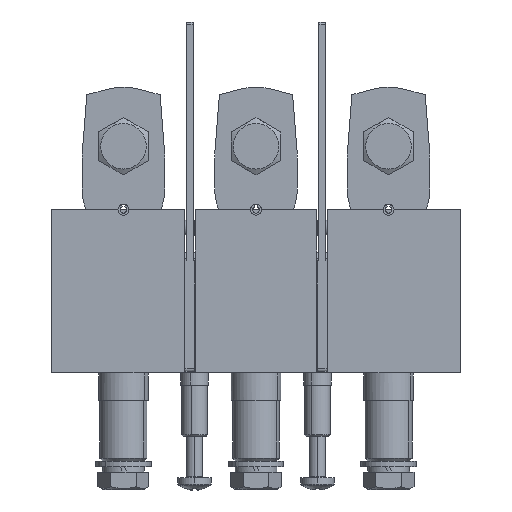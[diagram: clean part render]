
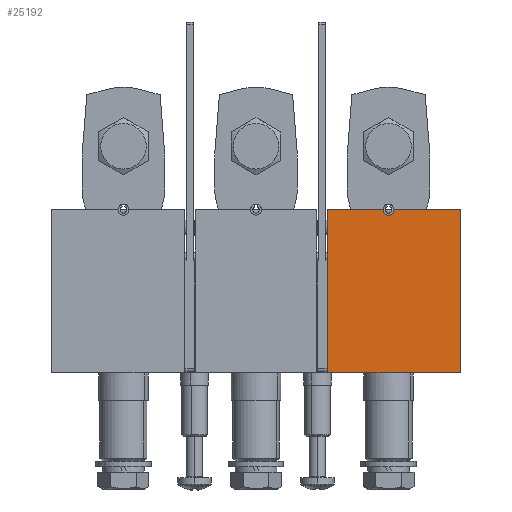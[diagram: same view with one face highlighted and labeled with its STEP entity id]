
A CAD part, left-side view. The second image highlights one B-rep face of the part: STEP entity #25192.
In plain terms, the highlighted planar face has unit normal (-1, 0, 0).
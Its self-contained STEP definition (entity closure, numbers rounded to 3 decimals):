
#334 = PLANE ( 'NONE',  #22951 ) ;
#788 = VERTEX_POINT ( 'NONE', #23045 ) ;
#1124 = AXIS2_PLACEMENT_3D ( 'NONE', #6184, #13846, #15929 ) ;
#1208 = VERTEX_POINT ( 'NONE', #24980 ) ;
#1459 = CARTESIAN_POINT ( 'NONE',  ( 0., 48., 0. ) ) ;
#2168 = DIRECTION ( 'NONE',  ( 0., 0., -1. ) ) ;
#2356 = ORIENTED_EDGE ( 'NONE', *, *, #30591, .F. ) ;
#2575 = FACE_OUTER_BOUND ( 'NONE', #28892, .T. ) ;
#2667 = ORIENTED_EDGE ( 'NONE', *, *, #23400, .F. ) ;
#2784 = CARTESIAN_POINT ( 'NONE',  ( 0., 0., 59. ) ) ;
#3102 = VERTEX_POINT ( 'NONE', #27811 ) ;
#3617 = VERTEX_POINT ( 'NONE', #5201 ) ;
#5201 = CARTESIAN_POINT ( 'NONE',  ( 0., 28., 59. ) ) ;
#5280 = ORIENTED_EDGE ( 'NONE', *, *, #10467, .T. ) ;
#5561 = EDGE_CURVE ( 'NONE', #9185, #788, #11616, .T. ) ;
#5846 = LINE ( 'NONE', #8566, #13074 ) ;
#6184 = CARTESIAN_POINT ( 'NONE',  ( 0., 26., 59. ) ) ;
#6330 = ORIENTED_EDGE ( 'NONE', *, *, #9299, .F. ) ;
#6563 = VECTOR ( 'NONE', #17690, 1000. ) ;
#7269 = CARTESIAN_POINT ( 'NONE',  ( 0., 0., 59. ) ) ;
#8160 = VERTEX_POINT ( 'NONE', #1459 ) ;
#8566 = CARTESIAN_POINT ( 'NONE',  ( 0., 0., 59. ) ) ;
#9185 = VERTEX_POINT ( 'NONE', #7269 ) ;
#9299 = EDGE_CURVE ( 'NONE', #1208, #9185, #11909, .T. ) ;
#9807 = VECTOR ( 'NONE', #24577, 1000. ) ;
#10252 = DIRECTION ( 'NONE',  ( 1., 0., 0. ) ) ;
#10467 = EDGE_CURVE ( 'NONE', #8160, #788, #17335, .T. ) ;
#11616 = LINE ( 'NONE', #29061, #14680 ) ;
#11909 = LINE ( 'NONE', #2784, #17936 ) ;
#12337 = CARTESIAN_POINT ( 'NONE',  ( 0., 0., 59. ) ) ;
#13074 = VECTOR ( 'NONE', #30170, 1000. ) ;
#13846 = DIRECTION ( 'NONE',  ( -1., 0., 0. ) ) ;
#14680 = VECTOR ( 'NONE', #2168, 1000. ) ;
#15929 = DIRECTION ( 'NONE',  ( 0., 0., 1. ) ) ;
#17335 = LINE ( 'NONE', #19263, #9807 ) ;
#17399 = ORIENTED_EDGE ( 'NONE', *, *, #18284, .F. ) ;
#17645 = DIRECTION ( 'NONE',  ( 0., -1., 0. ) ) ;
#17690 = DIRECTION ( 'NONE',  ( 0., 0., 1. ) ) ;
#17936 = VECTOR ( 'NONE', #17645, 1000. ) ;
#18284 = EDGE_CURVE ( 'NONE', #3102, #3617, #5846, .T. ) ;
#19263 = CARTESIAN_POINT ( 'NONE',  ( 0., 0., 0. ) ) ;
#19777 = LINE ( 'NONE', #22499, #6563 ) ;
#20513 = CIRCLE ( 'NONE', #1124, 2. ) ;
#20783 = ORIENTED_EDGE ( 'NONE', *, *, #5561, .F. ) ;
#22499 = CARTESIAN_POINT ( 'NONE',  ( 0., 48., 43.5 ) ) ;
#22951 = AXIS2_PLACEMENT_3D ( 'NONE', #12337, #10252, #29628 ) ;
#23045 = CARTESIAN_POINT ( 'NONE',  ( 0., 0., 0. ) ) ;
#23400 = EDGE_CURVE ( 'NONE', #8160, #3102, #19777, .T. ) ;
#24577 = DIRECTION ( 'NONE',  ( 0., -1., 0. ) ) ;
#24980 = CARTESIAN_POINT ( 'NONE',  ( 0., 24., 59. ) ) ;
#25192 = ADVANCED_FACE ( 'NONE', ( #2575 ), #334, .F. ) ;
#27811 = CARTESIAN_POINT ( 'NONE',  ( 0., 48., 59. ) ) ;
#28892 = EDGE_LOOP ( 'NONE', ( #2667, #5280, #20783, #6330, #2356, #17399 ) ) ;
#29061 = CARTESIAN_POINT ( 'NONE',  ( 0., 0., 59. ) ) ;
#29628 = DIRECTION ( 'NONE',  ( 0., 0., -1. ) ) ;
#30170 = DIRECTION ( 'NONE',  ( 0., -1., 0. ) ) ;
#30591 = EDGE_CURVE ( 'NONE', #3617, #1208, #20513, .T. ) ;
